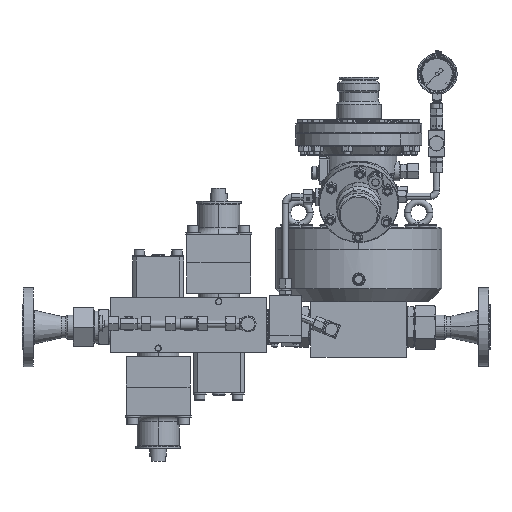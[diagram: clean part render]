
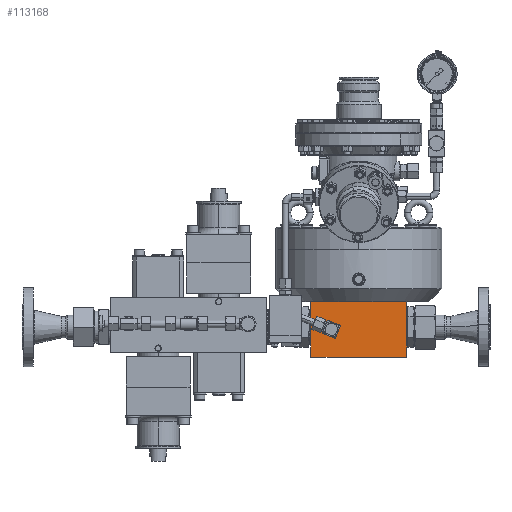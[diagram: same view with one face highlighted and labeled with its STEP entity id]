
A CAD part, front view. The second image highlights one B-rep face of the part: STEP entity #113168.
In plain terms, the highlighted planar face has unit normal (0, -1, 0).
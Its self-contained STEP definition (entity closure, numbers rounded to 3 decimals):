
#807 = PLANE ( 'NONE',  #161744 ) ;
#6435 = VECTOR ( 'NONE', #160184, 1000. ) ;
#10553 = VECTOR ( 'NONE', #37595, 1000. ) ;
#12905 = CARTESIAN_POINT ( 'NONE',  ( -75., -45., -172. ) ) ;
#17845 = ORIENTED_EDGE ( 'NONE', *, *, #36388, .T. ) ;
#18992 = VERTEX_POINT ( 'NONE', #106145 ) ;
#21174 = DIRECTION ( 'NONE',  ( 1., 0., 0. ) ) ;
#22361 = ORIENTED_EDGE ( 'NONE', *, *, #75072, .F. ) ;
#23667 = AXIS2_PLACEMENT_3D ( 'NONE', #43179, #156114, #106163 ) ;
#23965 = CARTESIAN_POINT ( 'NONE',  ( -46.472, -45., -137.343 ) ) ;
#24291 = VECTOR ( 'NONE', #54458, 1000. ) ;
#26257 = LINE ( 'NONE', #158723, #53684 ) ;
#29652 = DIRECTION ( 'NONE',  ( 0., 1., 0. ) ) ;
#35787 = VERTEX_POINT ( 'NONE', #109593 ) ;
#36388 = EDGE_CURVE ( 'Defeature ausgef�hrt1_1407+Defeature ausgef�hrt1_1410+Defeature ausgef�hrt1_1408+Defeature ausgef�hrt1_1148', #18992, #109143, #40074, .T. ) ;
#37595 = DIRECTION ( 'NONE',  ( 0., 0., 1. ) ) ;
#39716 = LINE ( 'NONE', #136039, #6435 ) ;
#40074 = LINE ( 'NONE', #63264, #10553 ) ;
#43179 = CARTESIAN_POINT ( 'NONE',  ( -43., -45., -128.5 ) ) ;
#45945 = AXIS2_PLACEMENT_3D ( 'NONE', #66800, #29652, #154652 ) ;
#48157 = FACE_OUTER_BOUND ( 'NONE', #65197, .T. ) ;
#49653 = ORIENTED_EDGE ( 'NONE', *, *, #83474, .T. ) ;
#53396 = CARTESIAN_POINT ( 'NONE',  ( -75., -45., -172. ) ) ;
#53684 = VECTOR ( 'NONE', #21174, 1000. ) ;
#54458 = DIRECTION ( 'NONE',  ( 1., 0., 0. ) ) ;
#62676 = DIRECTION ( 'NONE',  ( 0., -1., 0. ) ) ;
#63264 = CARTESIAN_POINT ( 'NONE',  ( 75., -45., -172. ) ) ;
#64146 = ORIENTED_EDGE ( 'NONE', *, *, #148483, .T. ) ;
#65197 = EDGE_LOOP ( 'NONE', ( #22361, #72377, #49653, #17845 ) ) ;
#66800 = CARTESIAN_POINT ( 'NONE',  ( -43., -45., -128.5 ) ) ;
#71095 = CIRCLE ( 'NONE', #23667, 9.5 ) ;
#72377 = ORIENTED_EDGE ( 'NONE', *, *, #92651, .F. ) ;
#75072 = EDGE_CURVE ( 'Defeature ausgef�hrt1_1148+Defeature ausgef�hrt1_1407+Defeature ausgef�hrt1_1409+Defeature ausgef�hrt1_1410', #122880, #109143, #26257, .T. ) ;
#83474 = EDGE_CURVE ( 'Defeature ausgef�hrt1_1407+Defeature ausgef�hrt1_1408+Defeature ausgef�hrt1_1409+Defeature ausgef�hrt1_1410', #109967, #18992, #137947, .T. ) ;
#88442 = DIRECTION ( 'NONE',  ( 0., 0., -1. ) ) ;
#92651 = EDGE_CURVE ( 'Defeature ausgef�hrt1_1409+Defeature ausgef�hrt1_1407+Defeature ausgef�hrt1_1408+Defeature ausgef�hrt1_1148', #109967, #122880, #39716, .T. ) ;
#106145 = CARTESIAN_POINT ( 'NONE',  ( 75., -45., -172. ) ) ;
#106163 = DIRECTION ( 'NONE',  ( 0., 0., -1. ) ) ;
#109143 = VERTEX_POINT ( 'NONE', #158882 ) ;
#109593 = CARTESIAN_POINT ( 'NONE',  ( -39.528, -45., -119.657 ) ) ;
#109967 = VERTEX_POINT ( 'NONE', #135808 ) ;
#113168 = ADVANCED_FACE ( 'Defeature ausgef�hrt1_1407', ( #154098, #48157 ), #807, .T. ) ;
#113916 = CIRCLE ( 'NONE', #45945, 9.5 ) ;
#122880 = VERTEX_POINT ( 'NONE', #125811 ) ;
#123109 = ORIENTED_EDGE ( 'NONE', *, *, #158232, .T. ) ;
#125811 = CARTESIAN_POINT ( 'NONE',  ( -75., -45., -85. ) ) ;
#135808 = CARTESIAN_POINT ( 'NONE',  ( -75., -45., -172. ) ) ;
#136039 = CARTESIAN_POINT ( 'NONE',  ( -75., -45., -172. ) ) ;
#137947 = LINE ( 'NONE', #53396, #24291 ) ;
#148483 = EDGE_CURVE ( 'Defeature ausgef�hrt1_1407+Defeature ausgef�hrt1_3184+Defeature ausgef�hrt1_3184+Defeature ausgef�hrt1_3184', #153163, #35787, #71095, .T. ) ;
#153163 = VERTEX_POINT ( 'NONE', #23965 ) ;
#154098 = FACE_BOUND ( 'NONE', #154373, .T. ) ;
#154373 = EDGE_LOOP ( 'NONE', ( #123109, #64146 ) ) ;
#154652 = DIRECTION ( 'NONE',  ( 0., 0., -1. ) ) ;
#156114 = DIRECTION ( 'NONE',  ( 0., 1., 0. ) ) ;
#158232 = EDGE_CURVE ( 'Defeature ausgef�hrt1_1407+Defeature ausgef�hrt1_3184+Defeature ausgef�hrt1_3184+Defeature ausgef�hrt1_3184', #35787, #153163, #113916, .T. ) ;
#158723 = CARTESIAN_POINT ( 'NONE',  ( -75., -45., -85. ) ) ;
#158882 = CARTESIAN_POINT ( 'NONE',  ( 75., -45., -85. ) ) ;
#160184 = DIRECTION ( 'NONE',  ( 0., 0., 1. ) ) ;
#161744 = AXIS2_PLACEMENT_3D ( 'NONE', #12905, #62676, #88442 ) ;
